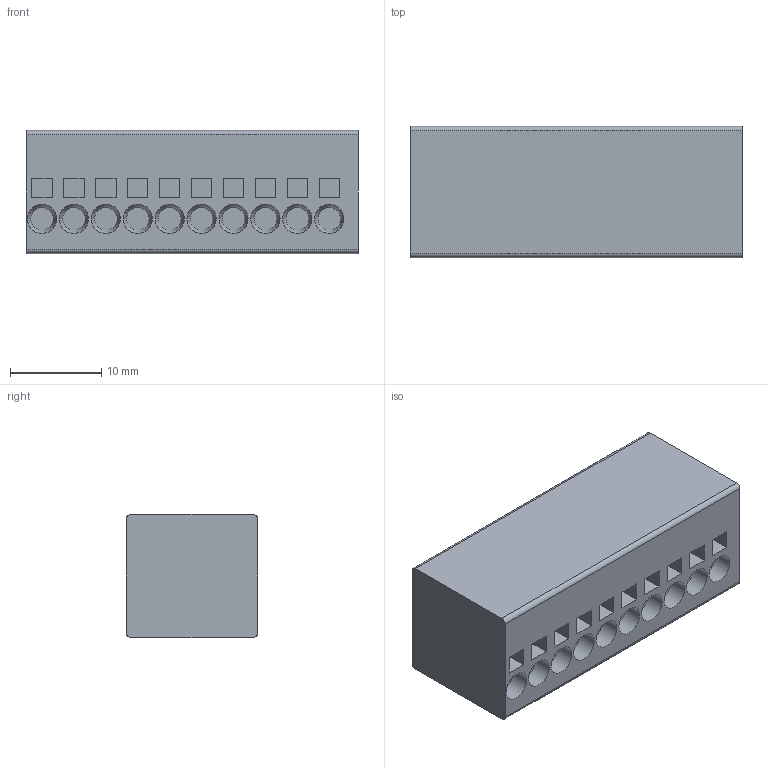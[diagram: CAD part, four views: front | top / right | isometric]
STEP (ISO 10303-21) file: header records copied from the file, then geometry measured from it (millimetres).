
FILE_DESCRIPTION(/* description */ ('model of PhoenixContact_SPT_1.5_10-H-3.5_1x10_P3.5_Horizontal_1990818'),/* implementation_level */ '2;1');
FILE_NAME(/* name */ 'PhoenixContact_SPT_1.5_10-H-3.5_1x10_P3.5_Horizontal_1990818.step',/* time_stamp */ '2020-09-21T11:44:25',/* author */ ('Joel',''),/* organization */ (''),/* preprocessor_version */ '',/* originating_system */ '',/* authorisation */ '');
FILE_SCHEMA(('AUTOMOTIVE_DESIGN { 1 0 10303 214 1 1 1 1 }'));
Length unit declared in the file: millimetre
Products named in the file (1): Shape0_5248815217508133
Bounding box: 36.4 x 14.4 x 13.5 mm (x, y, z)
Volume: 6700 mm3; surface area: 2915.5 mm2
Topology: 1 solids, 1 shells, 90 faces, 194 edges, 126 vertices
Faces by surface type: plane 66, cylinder 14, cone 10
Full cylindrical faces by diameter (mm): 3.2 x10
Entity records: 5001 total; most frequent: CARTESIAN_POINT 883, DIRECTION 788, LINE 516, VECTOR 516, ORIENTED_EDGE 388, PCURVE 388, DEFINITIONAL_REPRESENTATION 388, EDGE_CURVE 194
